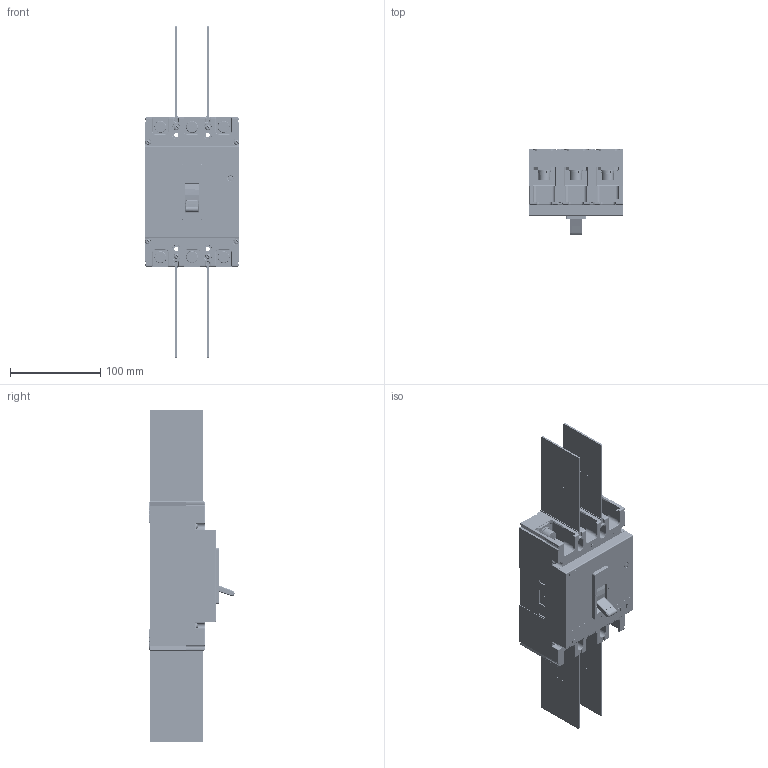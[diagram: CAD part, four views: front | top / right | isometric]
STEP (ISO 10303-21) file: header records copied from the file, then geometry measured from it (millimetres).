
FILE_DESCRIPTION((''),'2;1');
FILE_NAME('NM1B-250S-3P-V01_ASM','2022-09-22T20:48:06',('smingh'),(''),'CREO PARAMETRIC BY PTC INC, 2020044','CREO PARAMETRIC BY PTC INC, 2020044','');
FILE_SCHEMA(('CONFIG_CONTROL_DESIGN','SHAPE_APPEARANCE_LAYERS_GROUPS'));
Products named in the file (17): 5ZTD_024_603_ZS_AF0; 5ZTD_024_603_ASM; 8ZTD_420_542; 8ZTD_585_1644; SP110332; 8ZTD_781_027; SP110823; 8ZTD_750_1138; 8ZTD_315_1545; 8ZTD_253_900; 8ZTD_253_248; SP070430; 8ZTD_742_730; 8ZTD_742_731; 8ZTD_742_1662; SP110695; NM1B-250S-3P-V01_ASM
Assembly tree (56 placements, depth 3):
  NM1B-250S-3P-V01_ASM
    5ZTD_024_603_ASM
      5ZTD_024_603_ZS_AF0
    8ZTD_420_542  x3
    8ZTD_585_1644  x3
    SP110332  x12
    8ZTD_781_027  x6
    SP110823  x2
    8ZTD_750_1138
    8ZTD_315_1545
    8ZTD_253_900
    8ZTD_253_248
    SP070430  x8
    8ZTD_742_730  x3
    8ZTD_742_731  x3
    8ZTD_742_1662  x4
    SP110695  x6
Bounding box: 105 x 94.18 x 367 mm (x, y, z)
Volume: 973904.3 mm3; surface area: 432540.9 mm2
Topology: 57 solids, 107 shells, 7892 faces, 21678 edges, 14011 vertices
Faces by surface type: plane 4642, cylinder 2177, bspline 322, torus 242, cone 211, extrusion 182, sphere 116
Entity records: 286103 total; most frequent: CARTESIAN_POINT 43899, ORIENTED_EDGE 31072, DIRECTION 28853, PRESENTATION_STYLE_ASSIGNMENT 19158, EDGE_CURVE 15558, STYLED_ITEM 14798, CURVE_STYLE 14727, VECTOR 11505
